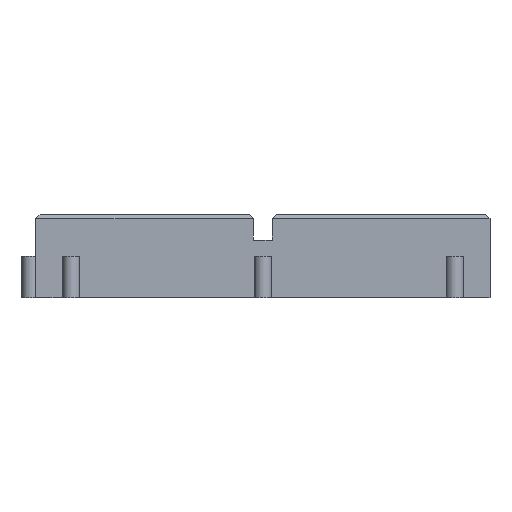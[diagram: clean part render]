
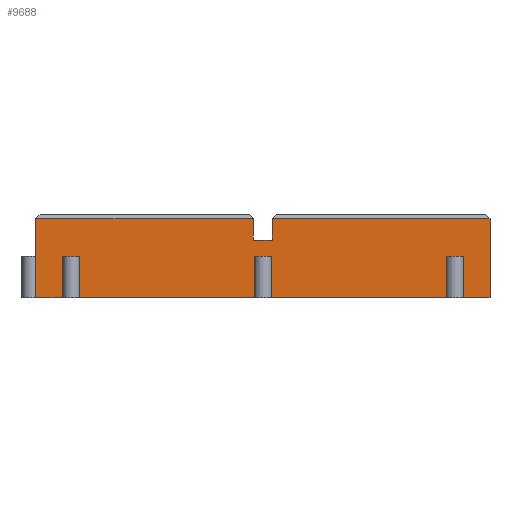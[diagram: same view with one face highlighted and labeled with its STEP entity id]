
A CAD part, front view. The second image highlights one B-rep face of the part: STEP entity #9688.
In plain terms, the highlighted planar face has unit normal (0, -1, 0).
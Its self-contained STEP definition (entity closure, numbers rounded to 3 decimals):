
#1635=FACE_OUTER_BOUND('',#2463,.T.);
#2463=EDGE_LOOP('',(#6740,#6741,#6742,#6743,#6744,#6745,#6746,#6747,#6748,
#6749,#6750,#6751,#6752,#6753,#6754,#6755,#6756,#6757,#6758,#6759));
#3688=LINE('',#15909,#4148);
#3698=LINE('',#15928,#4158);
#3701=LINE('',#15934,#4161);
#3702=LINE('',#15936,#4162);
#3703=LINE('',#15938,#4163);
#3704=LINE('',#15940,#4164);
#3705=LINE('',#15942,#4165);
#3706=LINE('',#15944,#4166);
#3707=LINE('',#15946,#4167);
#3708=LINE('',#15948,#4168);
#3709=LINE('',#15950,#4169);
#3710=LINE('',#15952,#4170);
#3711=LINE('',#15954,#4171);
#3712=LINE('',#15956,#4172);
#3713=LINE('',#15958,#4173);
#3714=LINE('',#15960,#4174);
#3715=LINE('',#15962,#4175);
#3716=LINE('',#15964,#4176);
#3717=LINE('',#15966,#4177);
#3718=LINE('',#15967,#4178);
#4148=VECTOR('',#12169,10.);
#4158=VECTOR('',#12187,10.);
#4161=VECTOR('',#12192,10.);
#4162=VECTOR('',#12193,10.);
#4163=VECTOR('',#12194,10.);
#4164=VECTOR('',#12195,10.);
#4165=VECTOR('',#12196,10.);
#4166=VECTOR('',#12197,10.);
#4167=VECTOR('',#12198,10.);
#4168=VECTOR('',#12199,10.);
#4169=VECTOR('',#12200,10.);
#4170=VECTOR('',#12201,10.);
#4171=VECTOR('',#12202,10.);
#4172=VECTOR('',#12203,10.);
#4173=VECTOR('',#12204,10.);
#4174=VECTOR('',#12205,10.);
#4175=VECTOR('',#12206,10.);
#4176=VECTOR('',#12207,10.);
#4177=VECTOR('',#12208,10.);
#4178=VECTOR('',#12209,10.);
#4608=VERTEX_POINT('',#15906);
#4609=VERTEX_POINT('',#15908);
#4614=VERTEX_POINT('',#15927);
#4616=VERTEX_POINT('',#15933);
#4617=VERTEX_POINT('',#15935);
#4618=VERTEX_POINT('',#15937);
#4619=VERTEX_POINT('',#15939);
#4620=VERTEX_POINT('',#15941);
#4621=VERTEX_POINT('',#15943);
#4622=VERTEX_POINT('',#15945);
#4623=VERTEX_POINT('',#15947);
#4624=VERTEX_POINT('',#15949);
#4625=VERTEX_POINT('',#15951);
#4626=VERTEX_POINT('',#15953);
#4627=VERTEX_POINT('',#15955);
#4628=VERTEX_POINT('',#15957);
#4629=VERTEX_POINT('',#15959);
#4630=VERTEX_POINT('',#15961);
#4631=VERTEX_POINT('',#15963);
#4632=VERTEX_POINT('',#15965);
#5452=EDGE_CURVE('',#4608,#4609,#3688,.T.);
#5462=EDGE_CURVE('',#4614,#4609,#3698,.T.);
#5465=EDGE_CURVE('',#4608,#4616,#3701,.T.);
#5466=EDGE_CURVE('',#4616,#4617,#3702,.T.);
#5467=EDGE_CURVE('',#4617,#4618,#3703,.T.);
#5468=EDGE_CURVE('',#4619,#4618,#3704,.T.);
#5469=EDGE_CURVE('',#4620,#4619,#3705,.T.);
#5470=EDGE_CURVE('',#4621,#4620,#3706,.T.);
#5471=EDGE_CURVE('',#4621,#4622,#3707,.T.);
#5472=EDGE_CURVE('',#4622,#4623,#3708,.T.);
#5473=EDGE_CURVE('',#4623,#4624,#3709,.T.);
#5474=EDGE_CURVE('',#4625,#4624,#3710,.T.);
#5475=EDGE_CURVE('',#4625,#4626,#3711,.T.);
#5476=EDGE_CURVE('',#4626,#4627,#3712,.T.);
#5477=EDGE_CURVE('',#4627,#4628,#3713,.T.);
#5478=EDGE_CURVE('',#4629,#4628,#3714,.T.);
#5479=EDGE_CURVE('',#4629,#4630,#3715,.T.);
#5480=EDGE_CURVE('',#4630,#4631,#3716,.T.);
#5481=EDGE_CURVE('',#4631,#4632,#3717,.T.);
#5482=EDGE_CURVE('',#4614,#4632,#3718,.T.);
#6740=ORIENTED_EDGE('',*,*,#5452,.F.);
#6741=ORIENTED_EDGE('',*,*,#5465,.T.);
#6742=ORIENTED_EDGE('',*,*,#5466,.T.);
#6743=ORIENTED_EDGE('',*,*,#5467,.T.);
#6744=ORIENTED_EDGE('',*,*,#5468,.F.);
#6745=ORIENTED_EDGE('',*,*,#5469,.F.);
#6746=ORIENTED_EDGE('',*,*,#5470,.F.);
#6747=ORIENTED_EDGE('',*,*,#5471,.T.);
#6748=ORIENTED_EDGE('',*,*,#5472,.T.);
#6749=ORIENTED_EDGE('',*,*,#5473,.T.);
#6750=ORIENTED_EDGE('',*,*,#5474,.F.);
#6751=ORIENTED_EDGE('',*,*,#5475,.T.);
#6752=ORIENTED_EDGE('',*,*,#5476,.T.);
#6753=ORIENTED_EDGE('',*,*,#5477,.T.);
#6754=ORIENTED_EDGE('',*,*,#5478,.F.);
#6755=ORIENTED_EDGE('',*,*,#5479,.T.);
#6756=ORIENTED_EDGE('',*,*,#5480,.T.);
#6757=ORIENTED_EDGE('',*,*,#5481,.T.);
#6758=ORIENTED_EDGE('',*,*,#5482,.F.);
#6759=ORIENTED_EDGE('',*,*,#5462,.T.);
#9265=PLANE('',#10530);
#9688=ADVANCED_FACE('',(#1635),#9265,.T.);
#10530=AXIS2_PLACEMENT_3D('',#15932,#12190,#12191);
#12169=DIRECTION('',(1.,0.,0.));
#12187=DIRECTION('',(0.,0.,1.));
#12190=DIRECTION('center_axis',(0.,-1.,0.));
#12191=DIRECTION('ref_axis',(1.,0.,0.));
#12192=DIRECTION('',(0.,0.,-1.));
#12193=DIRECTION('',(-1.,0.,0.));
#12194=DIRECTION('',(0.,0.,1.));
#12195=DIRECTION('',(1.,0.,0.));
#12196=DIRECTION('',(0.,0.,1.));
#12197=DIRECTION('',(-1.,0.,0.));
#12198=DIRECTION('',(0.,0.,1.));
#12199=DIRECTION('',(1.,0.,0.));
#12200=DIRECTION('',(0.,0.,-1.));
#12201=DIRECTION('',(-1.,0.,0.));
#12202=DIRECTION('',(0.,0.,1.));
#12203=DIRECTION('',(1.,0.,0.));
#12204=DIRECTION('',(0.,0.,-1.));
#12205=DIRECTION('',(-1.,0.,0.));
#12206=DIRECTION('',(0.,0.,1.));
#12207=DIRECTION('',(1.,0.,0.));
#12208=DIRECTION('',(0.,0.,-1.));
#12209=DIRECTION('',(-1.,0.,0.));
#15906=CARTESIAN_POINT('',(1.85,-39.15,11.7));
#15908=CARTESIAN_POINT('',(27.15,-39.15,11.7));
#15909=CARTESIAN_POINT('',(-12.45,-39.15,11.7));
#15927=CARTESIAN_POINT('',(27.15,-39.15,2.5));
#15928=CARTESIAN_POINT('',(27.15,-39.15,2.5));
#15932=CARTESIAN_POINT('Origin',(-25.65,-39.15,2.5));
#15933=CARTESIAN_POINT('',(1.85,-39.15,9.2));
#15934=CARTESIAN_POINT('',(1.85,-39.15,7.35));
#15935=CARTESIAN_POINT('',(-0.35,-39.15,9.2));
#15936=CARTESIAN_POINT('',(-12.45,-39.15,9.2));
#15937=CARTESIAN_POINT('',(-0.35,-39.15,11.7));
#15938=CARTESIAN_POINT('',(-0.35,-39.15,7.35));
#15939=CARTESIAN_POINT('',(-25.65,-39.15,11.7));
#15940=CARTESIAN_POINT('',(-12.45,-39.15,11.7));
#15941=CARTESIAN_POINT('',(-25.65,-39.15,2.5));
#15942=CARTESIAN_POINT('',(-25.65,-39.15,2.5));
#15943=CARTESIAN_POINT('',(-22.35,-39.15,2.5));
#15944=CARTESIAN_POINT('',(27.15,-39.15,2.5));
#15945=CARTESIAN_POINT('',(-22.35,-39.15,7.3));
#15946=CARTESIAN_POINT('',(-22.35,-39.15,2.5));
#15947=CARTESIAN_POINT('',(-20.75,-39.15,7.3));
#15948=CARTESIAN_POINT('',(-23.6,-39.15,7.3));
#15949=CARTESIAN_POINT('',(-20.75,-39.15,2.5));
#15950=CARTESIAN_POINT('',(-20.75,-39.15,2.5));
#15951=CARTESIAN_POINT('',(-0.05,-39.15,2.5));
#15952=CARTESIAN_POINT('',(27.15,-39.15,2.5));
#15953=CARTESIAN_POINT('',(-0.05,-39.15,7.3));
#15954=CARTESIAN_POINT('',(-0.05,-39.15,2.5));
#15955=CARTESIAN_POINT('',(1.55,-39.15,7.3));
#15956=CARTESIAN_POINT('',(-12.45,-39.15,7.3));
#15957=CARTESIAN_POINT('',(1.55,-39.15,2.5));
#15958=CARTESIAN_POINT('',(1.55,-39.15,2.5));
#15959=CARTESIAN_POINT('',(22.25,-39.15,2.5));
#15960=CARTESIAN_POINT('',(27.15,-39.15,2.5));
#15961=CARTESIAN_POINT('',(22.25,-39.15,7.3));
#15962=CARTESIAN_POINT('',(22.25,-39.15,2.5));
#15963=CARTESIAN_POINT('',(23.85,-39.15,7.3));
#15964=CARTESIAN_POINT('',(-1.3,-39.15,7.3));
#15965=CARTESIAN_POINT('',(23.85,-39.15,2.5));
#15966=CARTESIAN_POINT('',(23.85,-39.15,2.5));
#15967=CARTESIAN_POINT('',(27.15,-39.15,2.5));
